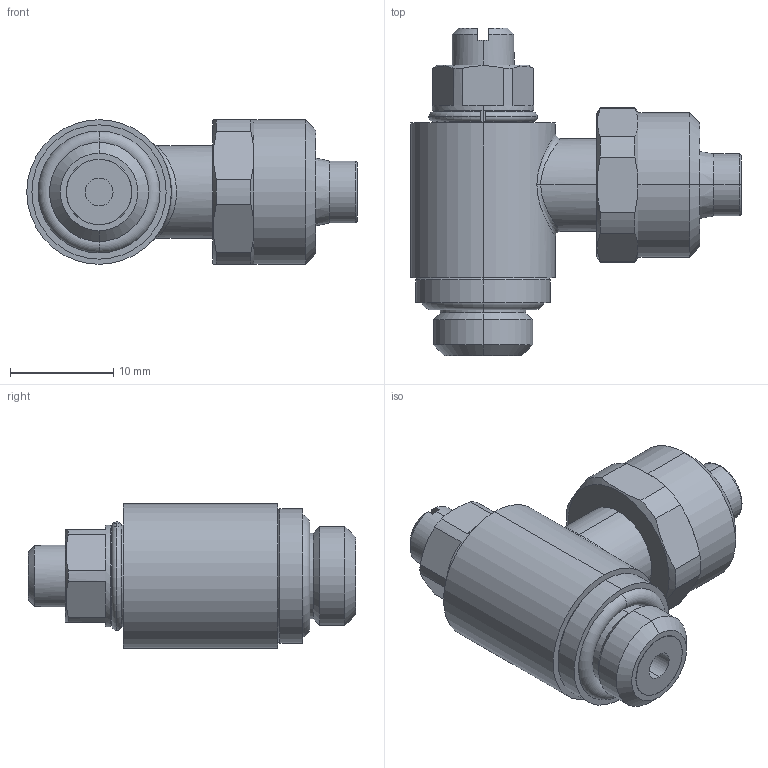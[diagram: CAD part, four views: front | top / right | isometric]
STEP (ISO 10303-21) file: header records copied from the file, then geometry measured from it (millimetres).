
FILE_DESCRIPTION (( 'STEP AP203' ), '1' );
FILE_NAME ('04100B21.STEP', '2010-04-19T06:18:06', ( 'Flavio' ), ( '' ), 'SwSTEP 2.0', 'SolidWorks 2009', '' );
FILE_SCHEMA (( 'CONFIG_CONTROL_DESIGN' ));
Length unit declared in the file: millimetre
Products named in the file (1): 04100B21
Bounding box: 32 x 31.74 x 14 mm (x, y, z)
Volume: 5249.8 mm3; surface area: 2670.4 mm2
Topology: 2 solids, 4 shells, 119 faces, 263 edges, 166 vertices
Faces by surface type: plane 42, cylinder 41, cone 28, torus 6, bspline 2
Entity records: 4513 total; most frequent: CARTESIAN_POINT 1787, DIRECTION 581, ORIENTED_EDGE 526, EDGE_CURVE 263, AXIS2_PLACEMENT_3D 245, VERTEX_POINT 166, EDGE_LOOP 133, CIRCLE 127
